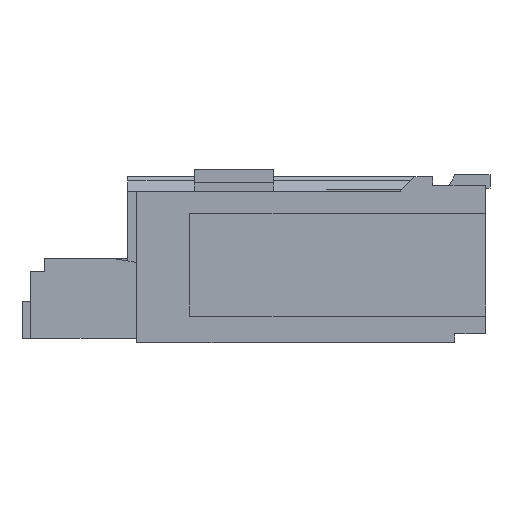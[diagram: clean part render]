
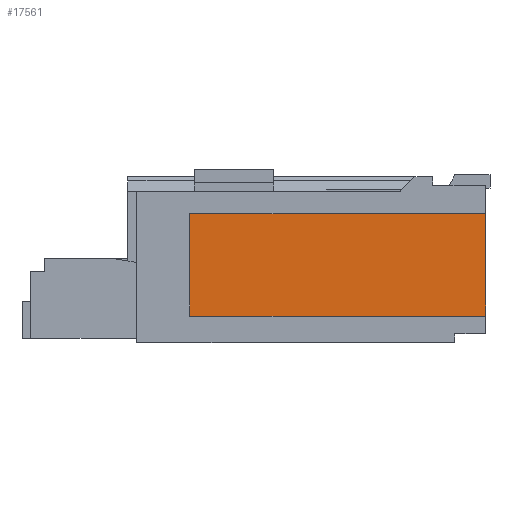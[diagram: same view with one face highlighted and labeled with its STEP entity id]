
A CAD part, left-side view. The second image highlights one B-rep face of the part: STEP entity #17561.
In plain terms, the highlighted planar face has unit normal (-1, 0, 0).
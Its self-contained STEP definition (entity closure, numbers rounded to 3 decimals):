
#6176=DIRECTION('',(0.,-1.,0.));
#6177=VECTOR('',#6176,3.35);
#6178=CARTESIAN_POINT('',(-5.35,3.35,-1.58));
#6179=LINE('',#6178,#6177);
#6184=DIRECTION('',(0.,0.,-1.));
#6185=VECTOR('',#6184,1.16);
#6186=CARTESIAN_POINT('',(-5.35,0.,-0.42));
#6187=LINE('',#6186,#6185);
#6220=DIRECTION('',(0.,0.,1.));
#6221=VECTOR('',#6220,1.16);
#6222=CARTESIAN_POINT('',(-5.35,3.35,-1.58));
#6223=LINE('',#6222,#6221);
#7165=DIRECTION('',(0.,-1.,0.));
#7166=VECTOR('',#7165,3.35);
#7167=CARTESIAN_POINT('',(-5.35,3.35,-0.42));
#7168=LINE('',#7167,#7166);
#7791=CARTESIAN_POINT('',(-5.35,0.,-1.58));
#7793=VERTEX_POINT('',#7791);
#7795=CARTESIAN_POINT('',(-5.35,0.,-0.42));
#7797=VERTEX_POINT('',#7795);
#7803=CARTESIAN_POINT('',(-5.35,3.35,-1.58));
#7804=CARTESIAN_POINT('',(-5.35,3.35,-0.42));
#7805=VERTEX_POINT('',#7803);
#7806=VERTEX_POINT('',#7804);
#17548=CARTESIAN_POINT('',(-5.35,3.35,-1.58));
#17549=DIRECTION('',(1.,0.,0.));
#17550=DIRECTION('',(0.,-1.,0.));
#17551=AXIS2_PLACEMENT_3D('',#17548,#17549,#17550);
#17552=PLANE('',#17551);
#17553=ORIENTED_EDGE('',*,*,#17512,.T.);
#17554=ORIENTED_EDGE('',*,*,#17501,.F.);
#17556=ORIENTED_EDGE('',*,*,#17555,.T.);
#17558=ORIENTED_EDGE('',*,*,#17557,.T.);
#17559=EDGE_LOOP('',(#17553,#17554,#17556,#17558));
#17560=FACE_OUTER_BOUND('',#17559,.F.);
#17561=ADVANCED_FACE('',(#17560),#17552,.F.);
#17501=EDGE_CURVE('',#7805,#7793,#6179,.T.);
#17512=EDGE_CURVE('',#7797,#7793,#6187,.T.);
#17555=EDGE_CURVE('',#7805,#7806,#6223,.T.);
#17557=EDGE_CURVE('',#7806,#7797,#7168,.T.);
